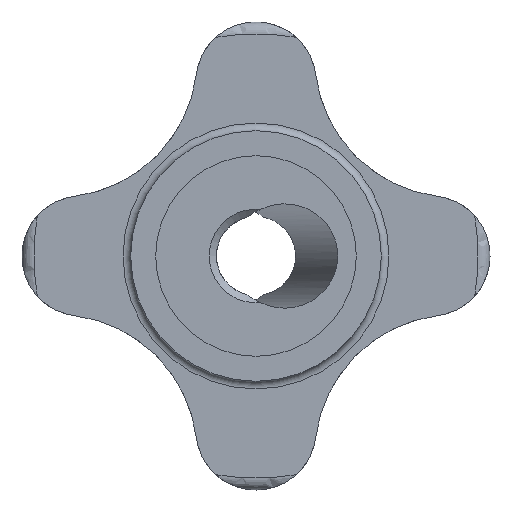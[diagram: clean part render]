
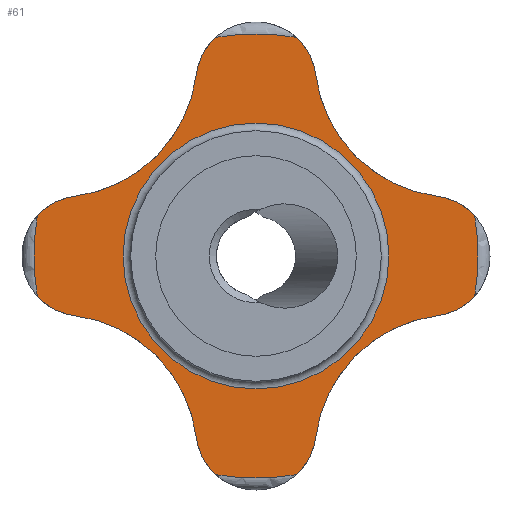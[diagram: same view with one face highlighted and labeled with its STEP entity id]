
A CAD part, front view. The second image highlights one B-rep face of the part: STEP entity #61.
In plain terms, the highlighted planar face has unit normal (0, -1, 0).
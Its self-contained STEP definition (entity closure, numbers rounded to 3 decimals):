
#61 = ADVANCED_FACE( '', ( #140, #141 ), #142, .T. );
#140 = FACE_OUTER_BOUND( '', #236, .T. );
#141 = FACE_BOUND( '', #237, .T. );
#142 = PLANE( '', #238 );
#236 = EDGE_LOOP( '', ( #352, #353, #354, #355, #356, #357, #358, #359, #360, #361, #362, #363, #364, #365, #366, #367 ) );
#237 = EDGE_LOOP( '', ( #368 ) );
#238 = AXIS2_PLACEMENT_3D( '', #369, #370, #371 );
#352 = ORIENTED_EDGE( '', *, *, #582, .F. );
#353 = ORIENTED_EDGE( '', *, *, #583, .T. );
#354 = ORIENTED_EDGE( '', *, *, #584, .F. );
#355 = ORIENTED_EDGE( '', *, *, #585, .T. );
#356 = ORIENTED_EDGE( '', *, *, #586, .F. );
#357 = ORIENTED_EDGE( '', *, *, #587, .T. );
#358 = ORIENTED_EDGE( '', *, *, #588, .F. );
#359 = ORIENTED_EDGE( '', *, *, #589, .T. );
#360 = ORIENTED_EDGE( '', *, *, #573, .F. );
#361 = ORIENTED_EDGE( '', *, *, #590, .T. );
#362 = ORIENTED_EDGE( '', *, *, #578, .F. );
#363 = ORIENTED_EDGE( '', *, *, #591, .T. );
#364 = ORIENTED_EDGE( '', *, *, #592, .F. );
#365 = ORIENTED_EDGE( '', *, *, #593, .T. );
#366 = ORIENTED_EDGE( '', *, *, #594, .F. );
#367 = ORIENTED_EDGE( '', *, *, #595, .T. );
#368 = ORIENTED_EDGE( '', *, *, #557, .F. );
#369 = CARTESIAN_POINT( '', ( 19.875, 24.25, 0. ) );
#370 = DIRECTION( '', ( 0., -1., 0. ) );
#371 = DIRECTION( '', ( 0., 0., -1. ) );
#557 = EDGE_CURVE( '', #655, #655, #656, .T. );
#573 = EDGE_CURVE( '', #682, #683, #684, .F. );
#578 = EDGE_CURVE( '', #690, #692, #693, .F. );
#582 = EDGE_CURVE( '', #698, #699, #700, .F. );
#583 = EDGE_CURVE( '', #698, #701, #702, .T. );
#584 = EDGE_CURVE( '', #703, #701, #704, .F. );
#585 = EDGE_CURVE( '', #703, #705, #706, .F. );
#586 = EDGE_CURVE( '', #707, #705, #708, .F. );
#587 = EDGE_CURVE( '', #707, #709, #710, .T. );
#588 = EDGE_CURVE( '', #711, #709, #712, .F. );
#589 = EDGE_CURVE( '', #711, #683, #713, .F. );
#590 = EDGE_CURVE( '', #682, #692, #714, .T. );
#591 = EDGE_CURVE( '', #690, #715, #716, .F. );
#592 = EDGE_CURVE( '', #717, #715, #718, .F. );
#593 = EDGE_CURVE( '', #717, #719, #720, .T. );
#594 = EDGE_CURVE( '', #721, #719, #722, .F. );
#595 = EDGE_CURVE( '', #721, #699, #723, .F. );
#655 = VERTEX_POINT( '', #803 );
#656 = CIRCLE( '', #804, 19.875 );
#682 = VERTEX_POINT( '', #1007 );
#683 = VERTEX_POINT( '', #1008 );
#684 = CIRCLE( '', #1009, 9. );
#690 = VERTEX_POINT( '', #1038 );
#692 = VERTEX_POINT( '', #1041 );
#693 = CIRCLE( '', #1042, 9. );
#698 = VERTEX_POINT( '', #1073 );
#699 = VERTEX_POINT( '', #1074 );
#700 = CIRCLE( '', #1075, 9. );
#701 = VERTEX_POINT( '', #1076 );
#702 = CIRCLE( '', #1077, 33.25 );
#703 = VERTEX_POINT( '', #1078 );
#704 = CIRCLE( '', #1079, 9. );
#705 = VERTEX_POINT( '', #1080 );
#706 = CIRCLE( '', #1081, 21. );
#707 = VERTEX_POINT( '', #1082 );
#708 = CIRCLE( '', #1083, 9. );
#709 = VERTEX_POINT( '', #1084 );
#710 = CIRCLE( '', #1085, 33.25 );
#711 = VERTEX_POINT( '', #1086 );
#712 = CIRCLE( '', #1087, 9. );
#713 = CIRCLE( '', #1088, 21. );
#714 = CIRCLE( '', #1089, 33.25 );
#715 = VERTEX_POINT( '', #1090 );
#716 = CIRCLE( '', #1091, 21. );
#717 = VERTEX_POINT( '', #1092 );
#718 = CIRCLE( '', #1093, 9. );
#719 = VERTEX_POINT( '', #1094 );
#720 = CIRCLE( '', #1095, 33.25 );
#721 = VERTEX_POINT( '', #1096 );
#722 = CIRCLE( '', #1097, 9. );
#723 = CIRCLE( '', #1098, 21. );
#803 = CARTESIAN_POINT( '', ( 0., 24.25, -19.875 ) );
#804 = AXIS2_PLACEMENT_3D( '', #1490, #1491, #1492 );
#1007 = CARTESIAN_POINT( '', ( -32.703, 24.25, 6.006 ) );
#1008 = CARTESIAN_POINT( '', ( -27.129, 24.25, 8.929 ) );
#1009 = AXIS2_PLACEMENT_3D( '', #1505, #1506, #1507 );
#1038 = CARTESIAN_POINT( '', ( -27.129, 24.25, -8.929 ) );
#1041 = CARTESIAN_POINT( '', ( -32.703, 24.25, -6.006 ) );
#1042 = AXIS2_PLACEMENT_3D( '', #1510, #1511, #1512 );
#1073 = CARTESIAN_POINT( '', ( 32.703, 24.25, -6.006 ) );
#1074 = CARTESIAN_POINT( '', ( 27.129, 24.25, -8.929 ) );
#1075 = AXIS2_PLACEMENT_3D( '', #1513, #1514, #1515 );
#1076 = CARTESIAN_POINT( '', ( 32.703, 24.25, 6.006 ) );
#1077 = AXIS2_PLACEMENT_3D( '', #1516, #1517, #1518 );
#1078 = CARTESIAN_POINT( '', ( 27.129, 24.25, 8.929 ) );
#1079 = AXIS2_PLACEMENT_3D( '', #1519, #1520, #1521 );
#1080 = CARTESIAN_POINT( '', ( 8.929, 24.25, 27.129 ) );
#1081 = AXIS2_PLACEMENT_3D( '', #1522, #1523, #1524 );
#1082 = CARTESIAN_POINT( '', ( 6.006, 24.25, 32.703 ) );
#1083 = AXIS2_PLACEMENT_3D( '', #1525, #1526, #1527 );
#1084 = CARTESIAN_POINT( '', ( -6.006, 24.25, 32.703 ) );
#1085 = AXIS2_PLACEMENT_3D( '', #1528, #1529, #1530 );
#1086 = CARTESIAN_POINT( '', ( -8.929, 24.25, 27.129 ) );
#1087 = AXIS2_PLACEMENT_3D( '', #1531, #1532, #1533 );
#1088 = AXIS2_PLACEMENT_3D( '', #1534, #1535, #1536 );
#1089 = AXIS2_PLACEMENT_3D( '', #1537, #1538, #1539 );
#1090 = CARTESIAN_POINT( '', ( -8.929, 24.25, -27.129 ) );
#1091 = AXIS2_PLACEMENT_3D( '', #1540, #1541, #1542 );
#1092 = CARTESIAN_POINT( '', ( -6.006, 24.25, -32.703 ) );
#1093 = AXIS2_PLACEMENT_3D( '', #1543, #1544, #1545 );
#1094 = CARTESIAN_POINT( '', ( 6.006, 24.25, -32.703 ) );
#1095 = AXIS2_PLACEMENT_3D( '', #1546, #1547, #1548 );
#1096 = CARTESIAN_POINT( '', ( 8.929, 24.25, -27.129 ) );
#1097 = AXIS2_PLACEMENT_3D( '', #1549, #1550, #1551 );
#1098 = AXIS2_PLACEMENT_3D( '', #1552, #1553, #1554 );
#1490 = CARTESIAN_POINT( '', ( 0., 24.25, 0. ) );
#1491 = DIRECTION( '', ( 0., -1., 0. ) );
#1492 = DIRECTION( '', ( 0., 0., -1. ) );
#1505 = CARTESIAN_POINT( '', ( -26., 24.25, 0. ) );
#1506 = DIRECTION( '', ( 0., -1., 0. ) );
#1507 = DIRECTION( '', ( 0., 0., -1. ) );
#1510 = CARTESIAN_POINT( '', ( -26., 24.25, 0. ) );
#1511 = DIRECTION( '', ( 0., -1., 0. ) );
#1512 = DIRECTION( '', ( 0., 0., -1. ) );
#1513 = CARTESIAN_POINT( '', ( 26., 24.25, 0. ) );
#1514 = DIRECTION( '', ( 0., -1., 0. ) );
#1515 = DIRECTION( '', ( 0., 0., -1. ) );
#1516 = CARTESIAN_POINT( '', ( 0., 24.25, 0. ) );
#1517 = DIRECTION( '', ( 0., -1., 0. ) );
#1518 = DIRECTION( '', ( 0., 0., -1. ) );
#1519 = CARTESIAN_POINT( '', ( 26., 24.25, 0. ) );
#1520 = DIRECTION( '', ( 0., -1., 0. ) );
#1521 = DIRECTION( '', ( 0., 0., -1. ) );
#1522 = CARTESIAN_POINT( '', ( 29.763, 24.25, 29.763 ) );
#1523 = DIRECTION( '', ( 0., -1., 0. ) );
#1524 = DIRECTION( '', ( 0., 0., -1. ) );
#1525 = CARTESIAN_POINT( '', ( 0., 24.25, 26. ) );
#1526 = DIRECTION( '', ( 0., -1., 0. ) );
#1527 = DIRECTION( '', ( 0., 0., -1. ) );
#1528 = CARTESIAN_POINT( '', ( 0., 24.25, 0. ) );
#1529 = DIRECTION( '', ( 0., -1., 0. ) );
#1530 = DIRECTION( '', ( 0., 0., -1. ) );
#1531 = CARTESIAN_POINT( '', ( 0., 24.25, 26. ) );
#1532 = DIRECTION( '', ( 0., -1., 0. ) );
#1533 = DIRECTION( '', ( 0., 0., -1. ) );
#1534 = CARTESIAN_POINT( '', ( -29.763, 24.25, 29.763 ) );
#1535 = DIRECTION( '', ( 0., -1., 0. ) );
#1536 = DIRECTION( '', ( 0., 0., -1. ) );
#1537 = CARTESIAN_POINT( '', ( 0., 24.25, 0. ) );
#1538 = DIRECTION( '', ( 0., -1., 0. ) );
#1539 = DIRECTION( '', ( 0., 0., -1. ) );
#1540 = CARTESIAN_POINT( '', ( -29.763, 24.25, -29.763 ) );
#1541 = DIRECTION( '', ( 0., -1., 0. ) );
#1542 = DIRECTION( '', ( 0., 0., -1. ) );
#1543 = CARTESIAN_POINT( '', ( 0., 24.25, -26. ) );
#1544 = DIRECTION( '', ( 0., -1., 0. ) );
#1545 = DIRECTION( '', ( 0., 0., -1. ) );
#1546 = CARTESIAN_POINT( '', ( 0., 24.25, 0. ) );
#1547 = DIRECTION( '', ( 0., -1., 0. ) );
#1548 = DIRECTION( '', ( 0., 0., -1. ) );
#1549 = CARTESIAN_POINT( '', ( 0., 24.25, -26. ) );
#1550 = DIRECTION( '', ( 0., -1., 0. ) );
#1551 = DIRECTION( '', ( 0., 0., -1. ) );
#1552 = CARTESIAN_POINT( '', ( 29.763, 24.25, -29.763 ) );
#1553 = DIRECTION( '', ( 0., -1., 0. ) );
#1554 = DIRECTION( '', ( 0., 0., -1. ) );
